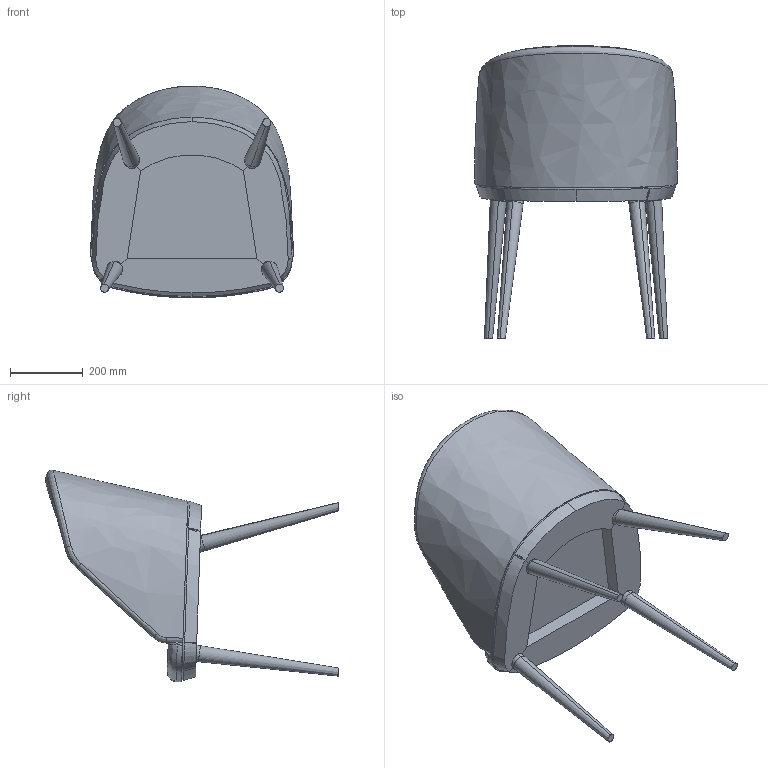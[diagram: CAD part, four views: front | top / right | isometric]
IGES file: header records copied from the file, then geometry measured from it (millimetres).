
Start section: SolidWorks IGES file using analytic representation for surfaces
Global section: file name: Cadeirao Amara M1327C.IGS; native system: SolidWorks 2025; preprocessor: SolidWorks 2025; author: Mateus; date: 250915.142248; units: millimetre
Bounding box: 556.4 x 802.21 x 580.75 mm (x, y, z)
Volume: 30749200.7 mm3; surface area: 1802813.5 mm2
Topology: 10 solids, 10 shells, 746 faces, 2173 edges, 1434 vertices
Faces by surface type: plane 529, revolution 160, bspline 57
